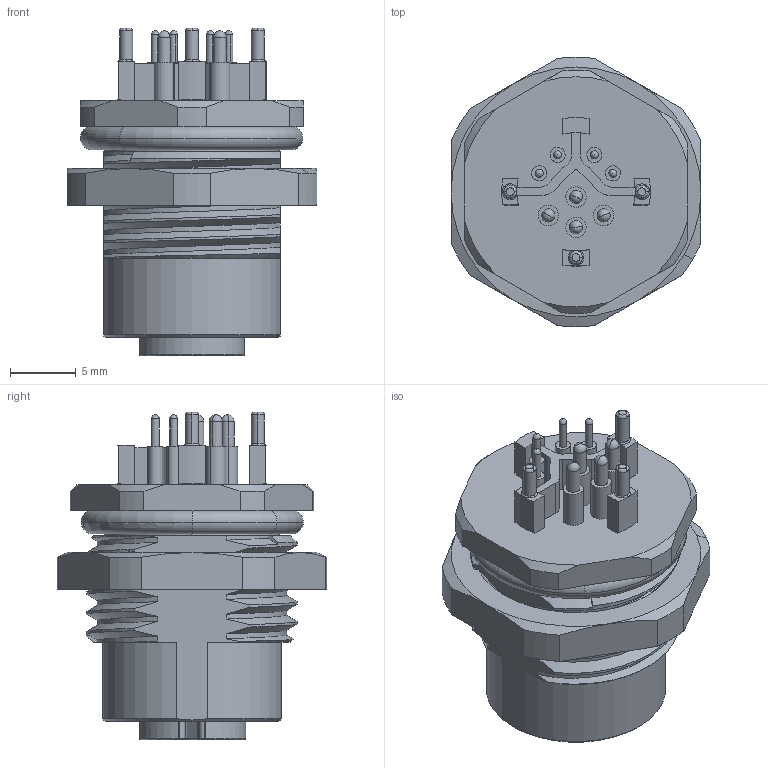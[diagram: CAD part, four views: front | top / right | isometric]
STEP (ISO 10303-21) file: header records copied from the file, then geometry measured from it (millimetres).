
FILE_DESCRIPTION (( 'STEP AP203' ), '1' );
FILE_NAME ('F04M12-SY08SSD0-00.STEP', '2024-04-08T06:09:46', ( '' ), ( '' ), 'SwSTEP 2.0', 'SolidWorks 2021', '' );
FILE_SCHEMA (( 'CONFIG_CONTROL_DESIGN' ));
Length unit declared in the file: millimetre
Products named in the file (1): F04M12-SY08SSD0-00
Bounding box: 19 x 20.48 x 24.9 mm (x, y, z)
Volume: 3068.1 mm3; surface area: 4253.7 mm2
Topology: 1 solids, 9 shells, 802 faces, 2125 edges, 1366 vertices
Faces by surface type: plane 279, cylinder 254, bspline 139, cone 65, torus 53, sphere 12
Entity records: 39177 total; most frequent: CARTESIAN_POINT 20256, ORIENTED_EDGE 4150, DIRECTION 3635, EDGE_CURVE 2075, VERTEX_POINT 1350, AXIS2_PLACEMENT_3D 1347, LINE 941, VECTOR 941
